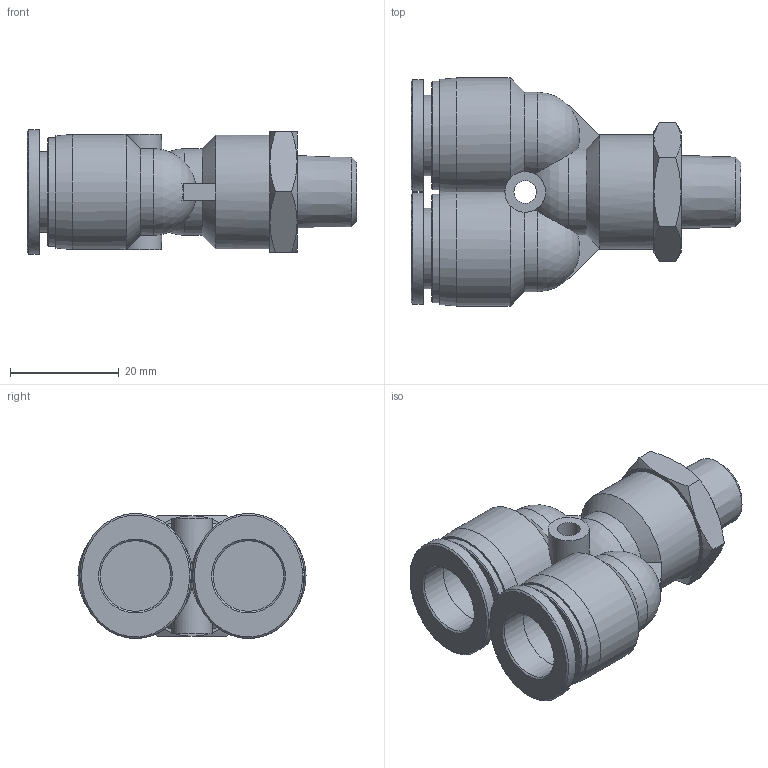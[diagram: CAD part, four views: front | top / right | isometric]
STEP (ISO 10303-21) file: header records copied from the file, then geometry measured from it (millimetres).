
FILE_DESCRIPTION((''),'2;1');
FILE_NAME('PWT 1_2-N02U.stp','2016-10-17T16:13:21',('Administrator'),(''),'Autodesk Inventor 2013','Autodesk Inventor 2013','');
FILE_SCHEMA(('CONFIG_CONTROL_DESIGN'));
Length unit declared in the file: millimetre
Products named in the file (4): PWT 1_2-N02U; NL 1_2-NPT1_4 BODY; NWT 1_2 BODY; SLEEVE N1_2L
Assembly tree (4 placements, depth 2):
  PWT 1_2-N02U
    NL 1_2-NPT1_4 BODY
    NWT 1_2 BODY
    SLEEVE N1_2L  x2
Bounding box: 60.7 x 42 x 23 mm (x, y, z)
Volume: 20061.7 mm3; surface area: 11072.9 mm2
Topology: 4 solids, 4 shells, 88 faces, 189 edges, 116 vertices
Faces by surface type: plane 38, cone 24, cylinder 18, sphere 4, bspline 4
Full cylindrical faces by diameter (mm): 4.2 x1, 7.5 x2, 13 x4, 14.8 x2, 20 x2, 21 x1
Entity records: 2356 total; most frequent: CARTESIAN_POINT 708, DIRECTION 329, ORIENTED_EDGE 302, EDGE_CURVE 151, AXIS2_PLACEMENT_3D 148, EDGE_LOOP 102, VERTEX_POINT 101, FACE_OUTER_BOUND 77
